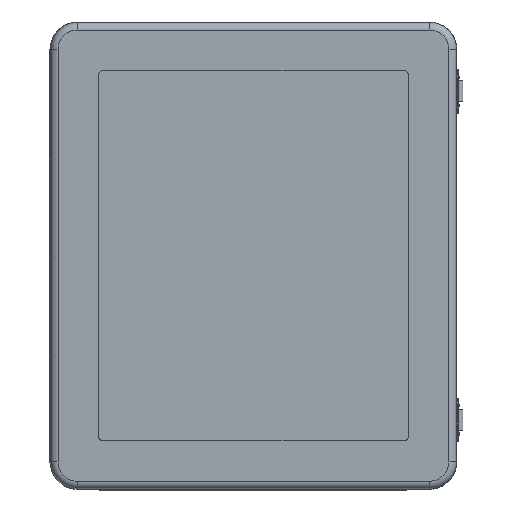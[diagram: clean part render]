
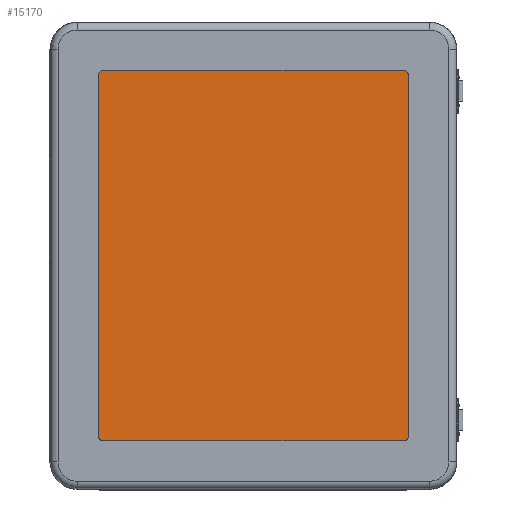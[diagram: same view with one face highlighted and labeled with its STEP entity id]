
A CAD part, top view. The second image highlights one B-rep face of the part: STEP entity #15170.
In plain terms, the highlighted planar face has unit normal (0, 0, 1).
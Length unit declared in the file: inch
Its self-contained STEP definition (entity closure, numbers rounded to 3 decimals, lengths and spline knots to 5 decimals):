
#755=LINE($,#25283,#1932);
#758=LINE($,#25291,#1935);
#761=LINE($,#25299,#1938);
#763=LINE($,#25305,#1940);
#1932=VECTOR($,#19186,12.);
#1935=VECTOR($,#19195,10.);
#1938=VECTOR($,#19204,12.);
#1940=VECTOR($,#19212,10.);
#2931=PLANE($,#16468);
#4342=FACE_OUTER_BOUND($,#5332,.T.);
#5332=EDGE_LOOP($,(#11907,#11908,#11909,#11910,#11911,#11912,#11913,#11914));
#6473=CIRCLE($,#16457,0.125);
#6474=CIRCLE($,#16460,0.125);
#6475=CIRCLE($,#16463,0.125);
#6476=CIRCLE($,#16466,0.125);
#7390=VERTEX_POINT($,#25275);
#7391=VERTEX_POINT($,#25277);
#7392=VERTEX_POINT($,#25281);
#7393=VERTEX_POINT($,#25285);
#7394=VERTEX_POINT($,#25289);
#7395=VERTEX_POINT($,#25293);
#7396=VERTEX_POINT($,#25297);
#7397=VERTEX_POINT($,#25301);
#9088=EDGE_CURVE($,#7390,#7391,#6473,.T.);
#9091=EDGE_CURVE($,#7392,#7390,#755,.T.);
#9093=EDGE_CURVE($,#7393,#7392,#6474,.T.);
#9095=EDGE_CURVE($,#7394,#7393,#758,.T.);
#9097=EDGE_CURVE($,#7395,#7394,#6475,.T.);
#9099=EDGE_CURVE($,#7396,#7395,#761,.T.);
#9101=EDGE_CURVE($,#7397,#7396,#6476,.T.);
#9102=EDGE_CURVE($,#7391,#7397,#763,.T.);
#11907=ORIENTED_EDGE($,*,*,#9102,.F.);
#11908=ORIENTED_EDGE($,*,*,#9088,.F.);
#11909=ORIENTED_EDGE($,*,*,#9091,.F.);
#11910=ORIENTED_EDGE($,*,*,#9093,.F.);
#11911=ORIENTED_EDGE($,*,*,#9095,.F.);
#11912=ORIENTED_EDGE($,*,*,#9097,.F.);
#11913=ORIENTED_EDGE($,*,*,#9099,.F.);
#11914=ORIENTED_EDGE($,*,*,#9101,.F.);
#15170=ADVANCED_FACE($,(#4342),#2931,.T.);
#16457=AXIS2_PLACEMENT_3D($,#25278,#19180,#19181);
#16460=AXIS2_PLACEMENT_3D($,#25287,#19190,#19191);
#16463=AXIS2_PLACEMENT_3D($,#25295,#19199,#19200);
#16466=AXIS2_PLACEMENT_3D($,#25303,#19208,#19209);
#16468=AXIS2_PLACEMENT_3D($,#25306,#19213,#19214);
#19180=DIRECTION('center_axis',(0.,0.,-1.));
#19181=DIRECTION('ref_axis',(0.,-1.,0.));
#19186=DIRECTION($,(0.,1.,0.));
#19190=DIRECTION('center_axis',(0.,0.,-1.));
#19191=DIRECTION('ref_axis',(1.,0.,0.));
#19195=DIRECTION($,(-1.,0.,0.));
#19199=DIRECTION('center_axis',(0.,0.,-1.));
#19200=DIRECTION('ref_axis',(0.,1.,0.));
#19204=DIRECTION($,(0.,-1.,0.));
#19208=DIRECTION('center_axis',(0.,0.,-1.));
#19209=DIRECTION('ref_axis',(-1.,0.,0.));
#19212=DIRECTION($,(1.,0.,0.));
#19213=DIRECTION('center_axis',(0.,0.,1.));
#19214=DIRECTION('ref_axis',(1.,0.,0.));
#25275=CARTESIAN_POINT('',(-5.125,6.,0.));
#25277=CARTESIAN_POINT('',(-5.,6.125,0.));
#25278=CARTESIAN_POINT('Origin',(-5.,6.,0.));
#25281=CARTESIAN_POINT('',(-5.125,-6.,0.));
#25283=CARTESIAN_POINT($,(-5.125,-6.,0.));
#25285=CARTESIAN_POINT('',(-5.,-6.125,0.));
#25287=CARTESIAN_POINT('Origin',(-5.,-6.,0.));
#25289=CARTESIAN_POINT('',(5.,-6.125,0.));
#25291=CARTESIAN_POINT($,(5.,-6.125,0.));
#25293=CARTESIAN_POINT('',(5.125,-6.,0.));
#25295=CARTESIAN_POINT('Origin',(5.,-6.,0.));
#25297=CARTESIAN_POINT('',(5.125,6.,0.));
#25299=CARTESIAN_POINT($,(5.125,6.,0.));
#25301=CARTESIAN_POINT('',(5.,6.125,0.));
#25303=CARTESIAN_POINT('Origin',(5.,6.,0.));
#25305=CARTESIAN_POINT($,(-5.,6.125,0.));
#25306=CARTESIAN_POINT('Origin',(0.,0.,0.));
